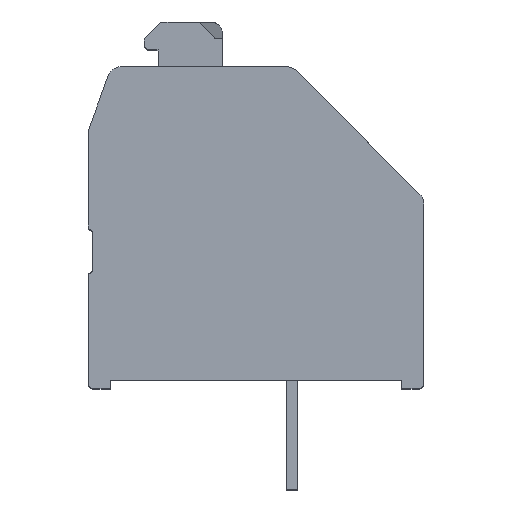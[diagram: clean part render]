
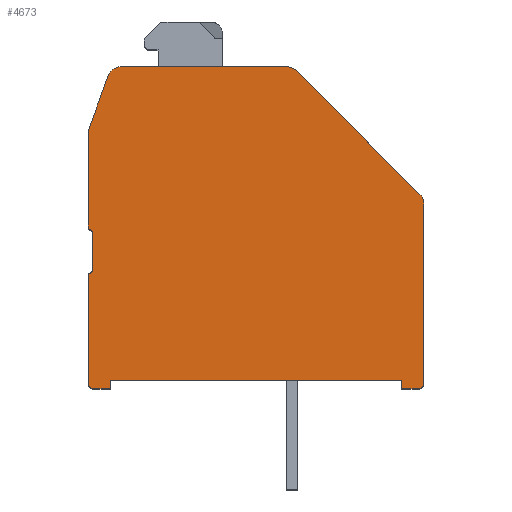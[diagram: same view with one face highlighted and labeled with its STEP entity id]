
A CAD part, top view. The second image highlights one B-rep face of the part: STEP entity #4673.
In plain terms, the highlighted planar face has unit normal (0, 0, 1).
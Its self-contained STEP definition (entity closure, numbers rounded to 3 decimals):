
#97=CIRCLE('',#4804,0.5);
#110=CIRCLE('',#4840,0.15);
#112=CIRCLE('',#4844,0.15);
#114=CIRCLE('',#4849,0.5);
#116=CIRCLE('',#4852,0.5);
#135=CIRCLE('',#4914,0.2);
#136=CIRCLE('',#4920,0.2);
#680=ORIENTED_EDGE('',*,*,#1359,.T.);
#681=ORIENTED_EDGE('',*,*,#1363,.F.);
#682=ORIENTED_EDGE('',*,*,#1366,.T.);
#683=ORIENTED_EDGE('',*,*,#1369,.F.);
#684=ORIENTED_EDGE('',*,*,#1375,.T.);
#685=ORIENTED_EDGE('',*,*,#1479,.T.);
#686=ORIENTED_EDGE('',*,*,#1481,.T.);
#687=ORIENTED_EDGE('',*,*,#1482,.T.);
#688=ORIENTED_EDGE('',*,*,#1354,.T.);
#689=ORIENTED_EDGE('',*,*,#1484,.T.);
#690=ORIENTED_EDGE('',*,*,#1486,.T.);
#691=ORIENTED_EDGE('',*,*,#1487,.T.);
#692=ORIENTED_EDGE('',*,*,#1398,.T.);
#693=ORIENTED_EDGE('',*,*,#1402,.T.);
#694=ORIENTED_EDGE('',*,*,#1212,.T.);
#695=ORIENTED_EDGE('',*,*,#1244,.T.);
#696=ORIENTED_EDGE('',*,*,#1181,.T.);
#697=ORIENTED_EDGE('',*,*,#1405,.T.);
#698=ORIENTED_EDGE('',*,*,#1407,.T.);
#1181=EDGE_CURVE('',#1683,#1682,#2010,.T.);
#1212=EDGE_CURVE('',#1713,#1712,#2035,.T.);
#1244=EDGE_CURVE('',#1712,#1683,#97,.T.);
#1354=EDGE_CURVE('',#1818,#1817,#2135,.T.);
#1359=EDGE_CURVE('',#1823,#1822,#2140,.T.);
#1363=EDGE_CURVE('',#1825,#1822,#110,.T.);
#1366=EDGE_CURVE('',#1825,#1827,#2145,.T.);
#1369=EDGE_CURVE('',#1829,#1827,#112,.T.);
#1375=EDGE_CURVE('',#1829,#1833,#2152,.T.);
#1398=EDGE_CURVE('',#1850,#1849,#2175,.T.);
#1402=EDGE_CURVE('',#1849,#1713,#114,.T.);
#1405=EDGE_CURVE('',#1682,#1853,#116,.T.);
#1407=EDGE_CURVE('',#1853,#1823,#2180,.T.);
#1479=EDGE_CURVE('',#1833,#1890,#135,.T.);
#1481=EDGE_CURVE('',#1890,#1891,#2235,.T.);
#1482=EDGE_CURVE('',#1891,#1818,#2236,.T.);
#1484=EDGE_CURVE('',#1817,#1892,#2238,.T.);
#1486=EDGE_CURVE('',#1892,#1893,#2240,.T.);
#1487=EDGE_CURVE('',#1893,#1850,#136,.T.);
#1682=VERTEX_POINT('',#6019);
#1683=VERTEX_POINT('',#6021);
#1712=VERTEX_POINT('',#6082);
#1713=VERTEX_POINT('',#6084);
#1817=VERTEX_POINT('',#6406);
#1818=VERTEX_POINT('',#6408);
#1822=VERTEX_POINT('',#6417);
#1823=VERTEX_POINT('',#6419);
#1825=VERTEX_POINT('',#6425);
#1827=VERTEX_POINT('',#6431);
#1829=VERTEX_POINT('',#6437);
#1833=VERTEX_POINT('',#6448);
#1849=VERTEX_POINT('',#6488);
#1850=VERTEX_POINT('',#6490);
#1853=VERTEX_POINT('',#6501);
#1890=VERTEX_POINT('',#6655);
#1891=VERTEX_POINT('',#6659);
#1892=VERTEX_POINT('',#6665);
#1893=VERTEX_POINT('',#6669);
#2010=LINE('',#6020,#2417);
#2035=LINE('',#6083,#2442);
#2135=LINE('',#6407,#2542);
#2140=LINE('',#6418,#2547);
#2145=LINE('',#6432,#2552);
#2152=LINE('',#6449,#2559);
#2175=LINE('',#6489,#2582);
#2180=LINE('',#6505,#2587);
#2235=LINE('',#6660,#2642);
#2236=LINE('',#6662,#2643);
#2238=LINE('',#6666,#2645);
#2240=LINE('',#6670,#2647);
#2417=VECTOR('',#5070,1000.);
#2442=VECTOR('',#5111,1000.);
#2542=VECTOR('',#5321,1000.);
#2547=VECTOR('',#5328,1000.);
#2552=VECTOR('',#5341,1000.);
#2559=VECTOR('',#5356,1000.);
#2582=VECTOR('',#5381,1000.);
#2587=VECTOR('',#5400,1000.);
#2642=VECTOR('',#5579,1000.);
#2643=VECTOR('',#5582,1000.);
#2645=VECTOR('',#5586,1000.);
#2647=VECTOR('',#5590,1000.);
#2896=EDGE_LOOP('',(#680,#681,#682,#683,#684,#685,#686,#687,#688,#689,#690,
#691,#692,#693,#694,#695,#696,#697,#698));
#3085=FACE_BOUND('',#2896,.T.);
#3231=PLANE('',#4921);
#4673=ADVANCED_FACE('',(#3085),#3231,.T.);
#4804=AXIS2_PLACEMENT_3D('',#6143,#5174,#5175);
#4840=AXIS2_PLACEMENT_3D('',#6426,#5335,#5336);
#4844=AXIS2_PLACEMENT_3D('',#6438,#5347,#5348);
#4849=AXIS2_PLACEMENT_3D('',#6496,#5388,#5389);
#4852=AXIS2_PLACEMENT_3D('',#6502,#5395,#5396);
#4914=AXIS2_PLACEMENT_3D('',#6656,#5574,#5575);
#4920=AXIS2_PLACEMENT_3D('',#6672,#5593,#5594);
#4921=AXIS2_PLACEMENT_3D('',#6673,#5595,#5596);
#5070=DIRECTION('',(-1.,0.,0.));
#5111=DIRECTION('',(-0.707,0.707,0.));
#5174=DIRECTION('',(0.,0.,1.));
#5175=DIRECTION('',(1.,0.,0.));
#5321=DIRECTION('',(1.,0.,0.));
#5328=DIRECTION('',(0.,-1.,0.));
#5335=DIRECTION('',(0.,0.,1.));
#5336=DIRECTION('',(1.,0.,0.));
#5341=DIRECTION('',(0.,-1.,0.));
#5347=DIRECTION('',(0.,0.,1.));
#5348=DIRECTION('',(1.,0.,0.));
#5356=DIRECTION('',(0.,-1.,0.));
#5381=DIRECTION('',(0.,1.,0.));
#5388=DIRECTION('',(0.,0.,1.));
#5389=DIRECTION('',(1.,0.,0.));
#5395=DIRECTION('',(0.,0.,1.));
#5396=DIRECTION('',(1.,0.,0.));
#5400=DIRECTION('',(-0.342,-0.94,0.));
#5574=DIRECTION('',(0.,0.,1.));
#5575=DIRECTION('',(1.,0.,0.));
#5579=DIRECTION('',(1.,0.,0.));
#5582=DIRECTION('',(0.,1.,0.));
#5586=DIRECTION('',(0.,-1.,0.));
#5590=DIRECTION('',(1.,0.,0.));
#5593=DIRECTION('',(0.,0.,1.));
#5594=DIRECTION('',(1.,0.,0.));
#5595=DIRECTION('',(0.,0.,1.));
#5596=DIRECTION('',(1.,0.,0.));
#6019=CARTESIAN_POINT('',(-6.113,11.5,15.5));
#6020=CARTESIAN_POINT('',(-0.207,11.5,15.5));
#6021=CARTESIAN_POINT('',(-0.207,11.5,15.5));
#6082=CARTESIAN_POINT('',(0.146,11.354,15.5));
#6083=CARTESIAN_POINT('',(4.554,6.946,15.5));
#6084=CARTESIAN_POINT('',(4.554,6.946,15.5));
#6143=CARTESIAN_POINT('',(-0.207,11.,15.5));
#6406=CARTESIAN_POINT('',(3.9,0.3,15.5));
#6407=CARTESIAN_POINT('',(-6.5,0.3,15.5));
#6408=CARTESIAN_POINT('',(-6.5,0.3,15.5));
#6417=CARTESIAN_POINT('',(-7.3,5.7,15.5));
#6418=CARTESIAN_POINT('',(-7.3,9.2,15.5));
#6419=CARTESIAN_POINT('',(-7.3,9.2,15.5));
#6425=CARTESIAN_POINT('',(-7.15,5.55,15.5));
#6426=CARTESIAN_POINT('',(-7.3,5.55,15.5));
#6431=CARTESIAN_POINT('',(-7.15,4.25,15.5));
#6432=CARTESIAN_POINT('',(-7.15,5.55,15.5));
#6437=CARTESIAN_POINT('',(-7.3,4.1,15.5));
#6438=CARTESIAN_POINT('',(-7.3,4.25,15.5));
#6448=CARTESIAN_POINT('',(-7.3,0.2,15.5));
#6449=CARTESIAN_POINT('',(-7.3,4.1,15.5));
#6488=CARTESIAN_POINT('',(4.7,6.593,15.5));
#6489=CARTESIAN_POINT('',(4.7,0.2,15.5));
#6490=CARTESIAN_POINT('',(4.7,0.2,15.5));
#6496=CARTESIAN_POINT('',(4.2,6.593,15.5));
#6501=CARTESIAN_POINT('',(-6.583,11.171,15.5));
#6502=CARTESIAN_POINT('',(-6.113,11.,15.5));
#6505=CARTESIAN_POINT('',(-6.583,11.171,15.5));
#6655=CARTESIAN_POINT('',(-7.1,0.,15.5));
#6656=CARTESIAN_POINT('',(-7.1,0.2,15.5));
#6659=CARTESIAN_POINT('',(-6.5,0.,15.5));
#6660=CARTESIAN_POINT('',(-7.1,0.,15.5));
#6662=CARTESIAN_POINT('',(-6.5,0.,15.5));
#6665=CARTESIAN_POINT('',(3.9,0.,15.5));
#6666=CARTESIAN_POINT('',(3.9,0.3,15.5));
#6669=CARTESIAN_POINT('',(4.5,0.,15.5));
#6670=CARTESIAN_POINT('',(3.9,0.,15.5));
#6672=CARTESIAN_POINT('',(4.5,0.2,15.5));
#6673=CARTESIAN_POINT('',(-7.3,5.55,15.5));
